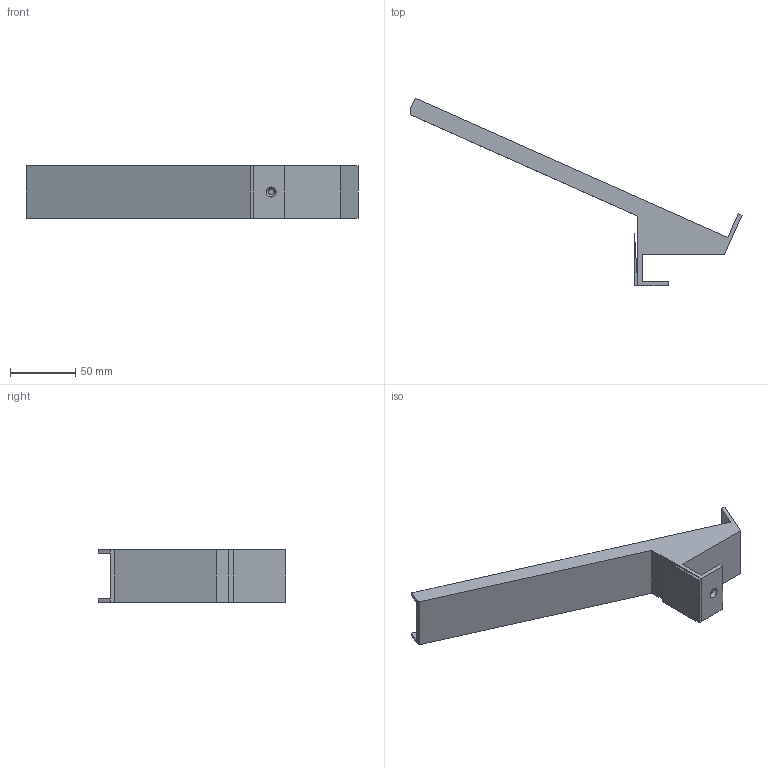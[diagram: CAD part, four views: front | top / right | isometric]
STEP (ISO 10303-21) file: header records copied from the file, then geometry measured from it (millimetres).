
FILE_DESCRIPTION(/* description */ (''),/* implementation_level */ '2;1');
FILE_NAME(/* name */ 'Rampa V3 - copia.stp',/* time_stamp */ '2025-01-31T12:48:38-05:00',/* author */ ('sara_'),/* organization */ (''),/* preprocessor_version */ 'ST-DEVELOPER v19.2',/* originating_system */ 'Autodesk Inventor 2024',/* authorisation */ '');
FILE_SCHEMA (('AUTOMOTIVE_DESIGN { 1 0 10303 214 3 1 1 }'));
Length unit declared in the file: millimetre
Products named in the file (1): Rampa V3
Bounding box: 253.52 x 143.29 x 40.1 mm (x, y, z)
Volume: 97171.7 mm3; surface area: 46173.6 mm2
Topology: 2 solids, 2 shells, 31 faces, 81 edges, 57 vertices
Faces by surface type: plane 29, cylinder 1, cone 1
Full cylindrical faces by diameter (mm): 4 x1
Entity records: 993 total; most frequent: CARTESIAN_POINT 168, ORIENTED_EDGE 158, DIRECTION 147, EDGE_CURVE 79, LINE 75, VECTOR 75, VERTEX_POINT 52, AXIS2_PLACEMENT_3D 36
